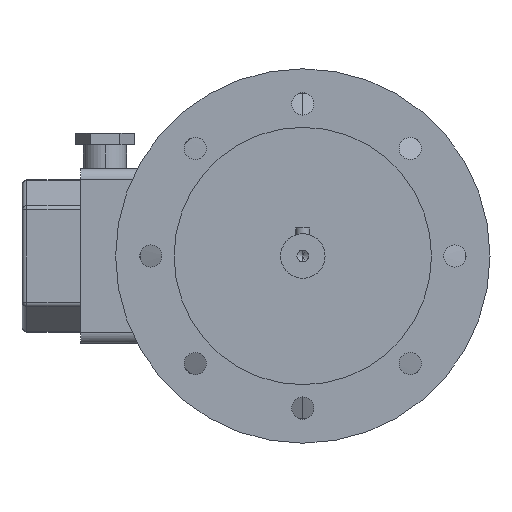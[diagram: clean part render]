
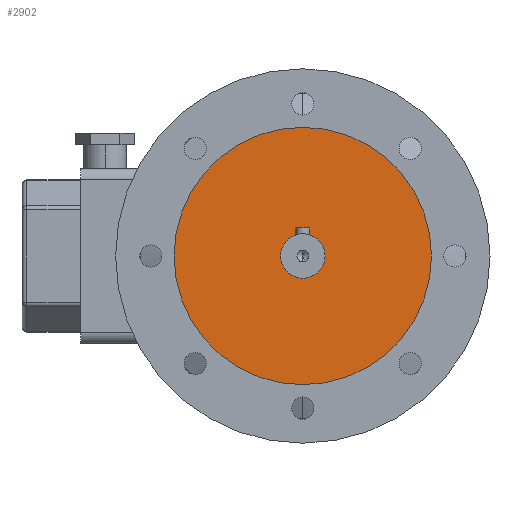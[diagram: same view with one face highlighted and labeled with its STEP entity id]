
A CAD part, left-side view. The second image highlights one B-rep face of the part: STEP entity #2902.
In plain terms, the highlighted face is planar.
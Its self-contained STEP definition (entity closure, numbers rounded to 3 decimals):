
#2895 = ORIENTED_EDGE ( 'NONE', *, *, #13325, .F. ) ;
#2896 = EDGE_CURVE ( 'NONE', #13312, #13315, #8646, .T. ) ;
#2897 = ORIENTED_EDGE ( 'NONE', *, *, #13324, .T. ) ;
#2898 = ORIENTED_EDGE ( 'NONE', *, *, #2896, .T. ) ;
#2899 = EDGE_LOOP ( 'NONE', ( #2895, #2900 ) ) ;
#2900 = ORIENTED_EDGE ( 'NONE', *, *, #2922, .F. ) ;
#2901 = EDGE_LOOP ( 'NONE', ( #2897, #2898 ) ) ;
#2902 = ADVANCED_FACE ( 'NONE', ( #8641, #8640 ), #8639, .F. ) ;
#2922 = EDGE_CURVE ( 'NONE', #13319, #13337, #8714, .T. ) ;
#8635 = DIRECTION ( 'NONE',  ( 0., 0., -1. ) ) ;
#8636 = DIRECTION ( 'NONE',  ( 0., -1., 0. ) ) ;
#8637 = CARTESIAN_POINT ( 'NONE',  ( 0., 23., -9.5 ) ) ;
#8638 = AXIS2_PLACEMENT_3D ( 'NONE', #8637, #8636, #8635 ) ;
#8639 = PLANE ( 'NONE',  #8638 ) ;
#8640 = FACE_OUTER_BOUND ( 'NONE', #2901, .T. ) ;
#8641 = FACE_BOUND ( 'NONE', #2899, .T. ) ;
#8642 = DIRECTION ( 'NONE',  ( 0., 0., 1. ) ) ;
#8643 = DIRECTION ( 'NONE',  ( 0., 1., 0. ) ) ;
#8644 = CARTESIAN_POINT ( 'NONE',  ( 0., 23., 0. ) ) ;
#8645 = AXIS2_PLACEMENT_3D ( 'NONE', #8644, #8643, #8642 ) ;
#8646 = CIRCLE ( 'NONE', #8645, 55. ) ;
#8710 = DIRECTION ( 'NONE',  ( 0., 0., 1. ) ) ;
#8711 = DIRECTION ( 'NONE',  ( 0., 1., 0. ) ) ;
#8712 = CARTESIAN_POINT ( 'NONE',  ( 0., 23., 0. ) ) ;
#8713 = AXIS2_PLACEMENT_3D ( 'NONE', #8712, #8711, #8710 ) ;
#8714 = CIRCLE ( 'NONE', #8713, 9.5 ) ;
#11939 = CARTESIAN_POINT ( 'NONE',  ( 0., 23., -9.5 ) ) ;
#11954 = CARTESIAN_POINT ( 'NONE',  ( 0., 23., 55. ) ) ;
#11962 = CARTESIAN_POINT ( 'NONE',  ( 0., 23., -55. ) ) ;
#11986 = DIRECTION ( 'NONE',  ( 0., 0., 1. ) ) ;
#11987 = DIRECTION ( 'NONE',  ( 0., 1., 0. ) ) ;
#11988 = CARTESIAN_POINT ( 'NONE',  ( 0., 23., 0. ) ) ;
#11989 = AXIS2_PLACEMENT_3D ( 'NONE', #11988, #11987, #11986 ) ;
#11990 = CIRCLE ( 'NONE', #11989, 9.5 ) ;
#11991 = DIRECTION ( 'NONE',  ( 0., 0., 1. ) ) ;
#11992 = DIRECTION ( 'NONE',  ( 0., 1., 0. ) ) ;
#11993 = CARTESIAN_POINT ( 'NONE',  ( 0., 23., 0. ) ) ;
#11994 = AXIS2_PLACEMENT_3D ( 'NONE', #11993, #11992, #11991 ) ;
#11995 = CIRCLE ( 'NONE', #11994, 55. ) ;
#12016 = CARTESIAN_POINT ( 'NONE',  ( 0., 23., 9.5 ) ) ;
#13312 = VERTEX_POINT ( 'NONE', #11962 ) ;
#13315 = VERTEX_POINT ( 'NONE', #11954 ) ;
#13319 = VERTEX_POINT ( 'NONE', #11939 ) ;
#13324 = EDGE_CURVE ( 'NONE', #13315, #13312, #11995, .T. ) ;
#13325 = EDGE_CURVE ( 'NONE', #13337, #13319, #11990, .T. ) ;
#13337 = VERTEX_POINT ( 'NONE', #12016 ) ;
